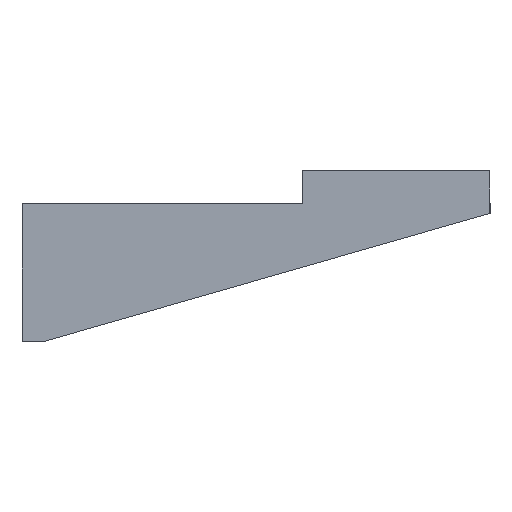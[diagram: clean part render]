
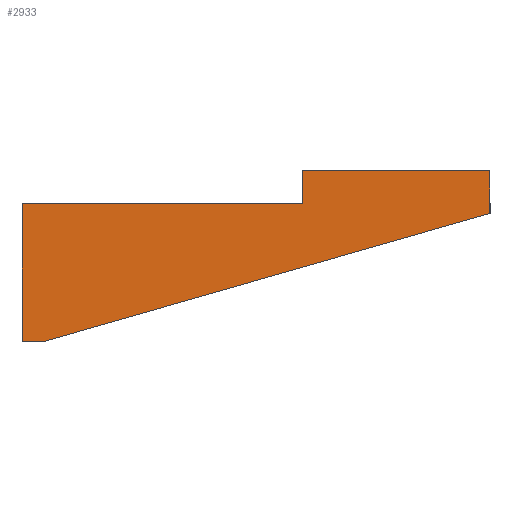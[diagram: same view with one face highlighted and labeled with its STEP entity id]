
A CAD part, left-side view. The second image highlights one B-rep face of the part: STEP entity #2933.
In plain terms, the highlighted planar face has unit normal (-1, 0, 0).
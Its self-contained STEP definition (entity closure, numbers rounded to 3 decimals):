
#2841 = VERTEX_POINT ( 'NONE', #10461 ) ;
#2843 = EDGE_CURVE ( 'NONE', #2844, #2841, #10524, .T. ) ;
#2844 = VERTEX_POINT ( 'NONE', #10520 ) ;
#2933 = ADVANCED_FACE ( 'NONE', ( #10649 ), #10648, .T. ) ;
#2934 = EDGE_LOOP ( 'NONE', ( #2935, #2938, #3002, #3005, #3008, #3011, #3013 ) ) ;
#2935 = ORIENTED_EDGE ( 'NONE', *, *, #2936, .F. ) ;
#2936 = EDGE_CURVE ( 'NONE', #2937, #2841, #10643, .T. ) ;
#2937 = VERTEX_POINT ( 'NONE', #10639 ) ;
#2938 = ORIENTED_EDGE ( 'NONE', *, *, #3001, .F. ) ;
#2939 = VERTEX_POINT ( 'NONE', #10638 ) ;
#3001 = EDGE_CURVE ( 'NONE', #2939, #2937, #10750, .T. ) ;
#3002 = ORIENTED_EDGE ( 'NONE', *, *, #3003, .F. ) ;
#3003 = EDGE_CURVE ( 'NONE', #3004, #2939, #10746, .T. ) ;
#3004 = VERTEX_POINT ( 'NONE', #10742 ) ;
#3005 = ORIENTED_EDGE ( 'NONE', *, *, #3006, .F. ) ;
#3006 = EDGE_CURVE ( 'NONE', #3007, #3004, #10741, .T. ) ;
#3007 = VERTEX_POINT ( 'NONE', #10737 ) ;
#3008 = ORIENTED_EDGE ( 'NONE', *, *, #3009, .F. ) ;
#3009 = EDGE_CURVE ( 'NONE', #3010, #3007, #10736, .T. ) ;
#3010 = VERTEX_POINT ( 'NONE', #10732 ) ;
#3011 = ORIENTED_EDGE ( 'NONE', *, *, #3012, .F. ) ;
#3012 = EDGE_CURVE ( 'NONE', #2844, #3010, #10731, .T. ) ;
#3013 = ORIENTED_EDGE ( 'NONE', *, *, #2843, .T. ) ;
#10461 = CARTESIAN_POINT ( 'NONE',  ( 0., -50., -7.547 ) ) ;
#10520 = CARTESIAN_POINT ( 'NONE',  ( 0., 112., -54. ) ) ;
#10521 = DIRECTION ( 'NONE',  ( 0., -0.961, 0.276 ) ) ;
#10522 = VECTOR ( 'NONE', #10521, 1000. ) ;
#10523 = CARTESIAN_POINT ( 'NONE',  ( 0., 112., -54. ) ) ;
#10524 = LINE ( 'NONE', #10523, #10522 ) ;
#10638 = CARTESIAN_POINT ( 'NONE',  ( 0., 18., 8. ) ) ;
#10639 = CARTESIAN_POINT ( 'NONE',  ( 0., -50., 8. ) ) ;
#10640 = DIRECTION ( 'NONE',  ( 0., 0., -1. ) ) ;
#10641 = VECTOR ( 'NONE', #10640, 1000. ) ;
#10642 = CARTESIAN_POINT ( 'NONE',  ( 0., -50., 0. ) ) ;
#10643 = LINE ( 'NONE', #10642, #10641 ) ;
#10644 = DIRECTION ( 'NONE',  ( 0., -1., 0. ) ) ;
#10645 = DIRECTION ( 'NONE',  ( -1., 0., 0. ) ) ;
#10646 = CARTESIAN_POINT ( 'NONE',  ( 0., 39.638, -17.978 ) ) ;
#10647 = AXIS2_PLACEMENT_3D ( 'NONE', #10646, #10645, #10644 ) ;
#10648 = PLANE ( 'NONE',  #10647 ) ;
#10649 = FACE_OUTER_BOUND ( 'NONE', #2934, .T. ) ;
#10728 = DIRECTION ( 'NONE',  ( 0., 1., 0. ) ) ;
#10729 = VECTOR ( 'NONE', #10728, 1000. ) ;
#10730 = CARTESIAN_POINT ( 'NONE',  ( 0., 112., -54. ) ) ;
#10731 = LINE ( 'NONE', #10730, #10729 ) ;
#10732 = CARTESIAN_POINT ( 'NONE',  ( 0., 120., -54. ) ) ;
#10733 = DIRECTION ( 'NONE',  ( 0., 0., 1. ) ) ;
#10734 = VECTOR ( 'NONE', #10733, 1000. ) ;
#10735 = CARTESIAN_POINT ( 'NONE',  ( 0., 120., -29. ) ) ;
#10736 = LINE ( 'NONE', #10735, #10734 ) ;
#10737 = CARTESIAN_POINT ( 'NONE',  ( 0., 120., -4. ) ) ;
#10738 = DIRECTION ( 'NONE',  ( 0., -1., 0. ) ) ;
#10739 = VECTOR ( 'NONE', #10738, 1000. ) ;
#10740 = CARTESIAN_POINT ( 'NONE',  ( 0., 112., -4. ) ) ;
#10741 = LINE ( 'NONE', #10740, #10739 ) ;
#10742 = CARTESIAN_POINT ( 'NONE',  ( 0., 18., -4. ) ) ;
#10743 = DIRECTION ( 'NONE',  ( 0., 0., 1. ) ) ;
#10744 = VECTOR ( 'NONE', #10743, 1000. ) ;
#10745 = CARTESIAN_POINT ( 'NONE',  ( 0., 18., -4. ) ) ;
#10746 = LINE ( 'NONE', #10745, #10744 ) ;
#10747 = DIRECTION ( 'NONE',  ( 0., -1., 0. ) ) ;
#10748 = VECTOR ( 'NONE', #10747, 1000. ) ;
#10749 = CARTESIAN_POINT ( 'NONE',  ( 0., -16., 8. ) ) ;
#10750 = LINE ( 'NONE', #10749, #10748 ) ;
